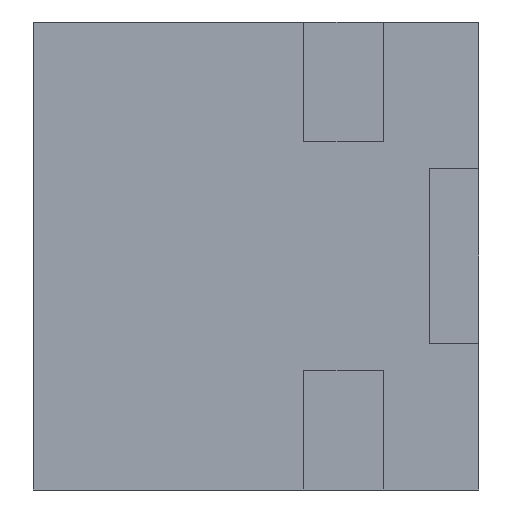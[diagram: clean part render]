
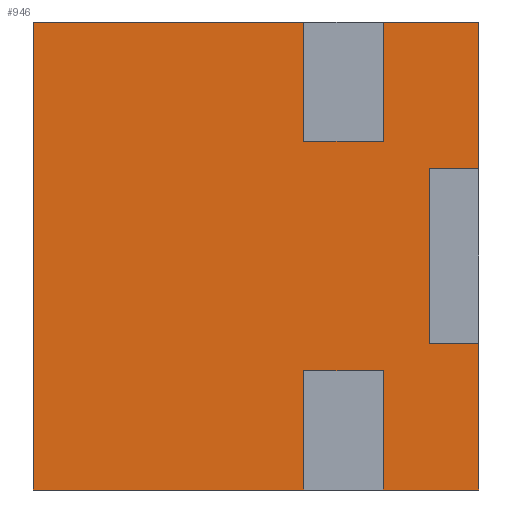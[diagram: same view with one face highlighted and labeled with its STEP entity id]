
A CAD part, left-side view. The second image highlights one B-rep face of the part: STEP entity #946.
In plain terms, the highlighted planar face has unit normal (-1, 0, 0).
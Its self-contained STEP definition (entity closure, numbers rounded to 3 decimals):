
#30 = VECTOR ( 'NONE', #662, 1000. ) ;
#91 = CARTESIAN_POINT ( 'NONE',  ( 112.9, 6., 0. ) ) ;
#98 = DIRECTION ( 'NONE',  ( 0., -1., 0. ) ) ;
#118 = LINE ( 'NONE', #455, #30 ) ;
#129 = CARTESIAN_POINT ( 'NONE',  ( 112.9, 12., 14.7 ) ) ;
#131 = DIRECTION ( 'NONE',  ( 0., -1., 0. ) ) ;
#149 = CARTESIAN_POINT ( 'NONE',  ( 112.9, 6., 5.5 ) ) ;
#151 = LINE ( 'NONE', #370, #386 ) ;
#187 = CARTESIAN_POINT ( 'NONE',  ( 112.9, 17., 14.7 ) ) ;
#188 = VERTEX_POINT ( 'NONE', #1198 ) ;
#198 = CARTESIAN_POINT ( 'NONE',  ( 112.9, 34., -14.7 ) ) ;
#244 = VECTOR ( 'NONE', #518, 1000. ) ;
#263 = VECTOR ( 'NONE', #705, 1000. ) ;
#283 = DIRECTION ( 'NONE',  ( 0., 0., 1. ) ) ;
#299 = LINE ( 'NONE', #753, #244 ) ;
#321 = CARTESIAN_POINT ( 'NONE',  ( 112.9, 12., 7.2 ) ) ;
#329 = CARTESIAN_POINT ( 'NONE',  ( 112.9, 11., -5.5 ) ) ;
#333 = LINE ( 'NONE', #680, #763 ) ;
#348 = ORIENTED_EDGE ( 'NONE', *, *, #825, .F. ) ;
#365 = DIRECTION ( 'NONE',  ( 0., 0., 1. ) ) ;
#370 = CARTESIAN_POINT ( 'NONE',  ( 112.9, 17., -7.2 ) ) ;
#373 = ORIENTED_EDGE ( 'NONE', *, *, #819, .T. ) ;
#383 = VECTOR ( 'NONE', #922, 1000. ) ;
#386 = VECTOR ( 'NONE', #131, 1000. ) ;
#430 = EDGE_CURVE ( 'NONE', #188, #862, #1233, .T. ) ;
#441 = CARTESIAN_POINT ( 'NONE',  ( 112.9, 11., 0. ) ) ;
#455 = CARTESIAN_POINT ( 'NONE',  ( 112.9, 9.1, 5.5 ) ) ;
#463 = CARTESIAN_POINT ( 'NONE',  ( 112.9, 12., -14.7 ) ) ;
#465 = ORIENTED_EDGE ( 'NONE', *, *, #1277, .F. ) ;
#466 = VERTEX_POINT ( 'NONE', #1249 ) ;
#480 = CARTESIAN_POINT ( 'NONE',  ( 112.9, 9.1, 5.5 ) ) ;
#484 = LINE ( 'NONE', #829, #621 ) ;
#497 = AXIS2_PLACEMENT_3D ( 'NONE', #441, #895, #780 ) ;
#511 = CARTESIAN_POINT ( 'NONE',  ( 112.9, 11., -14.7 ) ) ;
#518 = DIRECTION ( 'NONE',  ( 0., -1., 0. ) ) ;
#526 = ORIENTED_EDGE ( 'NONE', *, *, #887, .T. ) ;
#532 = CARTESIAN_POINT ( 'NONE',  ( 112.9, 17., 14.7 ) ) ;
#536 = ORIENTED_EDGE ( 'NONE', *, *, #937, .T. ) ;
#543 = ORIENTED_EDGE ( 'NONE', *, *, #985, .T. ) ;
#545 = EDGE_CURVE ( 'NONE', #1412, #862, #484, .T. ) ;
#548 = CARTESIAN_POINT ( 'NONE',  ( 112.9, 6., 14.7 ) ) ;
#557 = DIRECTION ( 'NONE',  ( 0., 0., 1. ) ) ;
#559 = ORIENTED_EDGE ( 'NONE', *, *, #932, .F. ) ;
#572 = VECTOR ( 'NONE', #283, 1000. ) ;
#577 = ORIENTED_EDGE ( 'NONE', *, *, #708, .F. ) ;
#586 = LINE ( 'NONE', #1039, #980 ) ;
#588 = LINE ( 'NONE', #1266, #263 ) ;
#610 = LINE ( 'NONE', #1282, #383 ) ;
#614 = VERTEX_POINT ( 'NONE', #723 ) ;
#621 = VECTOR ( 'NONE', #1036, 1000. ) ;
#640 = DIRECTION ( 'NONE',  ( 0., 0., -1. ) ) ;
#660 = DIRECTION ( 'NONE',  ( 0., -1., 0. ) ) ;
#662 = DIRECTION ( 'NONE',  ( 0., 0., -1. ) ) ;
#679 = VERTEX_POINT ( 'NONE', #149 ) ;
#680 = CARTESIAN_POINT ( 'NONE',  ( 112.9, 11., 14.7 ) ) ;
#705 = DIRECTION ( 'NONE',  ( 0., 0., -1. ) ) ;
#707 = ORIENTED_EDGE ( 'NONE', *, *, #1462, .T. ) ;
#708 = EDGE_CURVE ( 'NONE', #1137, #1243, #1446, .T. ) ;
#713 = VECTOR ( 'NONE', #98, 1000. ) ;
#723 = CARTESIAN_POINT ( 'NONE',  ( 112.9, 17., -14.7 ) ) ;
#753 = CARTESIAN_POINT ( 'NONE',  ( 112.9, 11., 14.7 ) ) ;
#763 = VECTOR ( 'NONE', #660, 1000. ) ;
#780 = DIRECTION ( 'NONE',  ( 0., 0., -1. ) ) ;
#791 = LINE ( 'NONE', #329, #713 ) ;
#798 = ORIENTED_EDGE ( 'NONE', *, *, #1204, .T. ) ;
#819 = EDGE_CURVE ( 'NONE', #1137, #614, #1078, .T. ) ;
#825 = EDGE_CURVE ( 'NONE', #1243, #1143, #299, .T. ) ;
#828 = VERTEX_POINT ( 'NONE', #975 ) ;
#829 = CARTESIAN_POINT ( 'NONE',  ( 112.9, 17., 7.2 ) ) ;
#830 = VECTOR ( 'NONE', #982, 1000. ) ;
#837 = LINE ( 'NONE', #1082, #830 ) ;
#853 = EDGE_CURVE ( 'NONE', #466, #1459, #791, .T. ) ;
#862 = VERTEX_POINT ( 'NONE', #321 ) ;
#880 = VECTOR ( 'NONE', #969, 1000. ) ;
#887 = EDGE_CURVE ( 'NONE', #679, #1360, #1463, .T. ) ;
#894 = ORIENTED_EDGE ( 'NONE', *, *, #1237, .F. ) ;
#895 = DIRECTION ( 'NONE',  ( 1., 0., 0. ) ) ;
#898 = ORIENTED_EDGE ( 'NONE', *, *, #1471, .T. ) ;
#909 = LINE ( 'NONE', #463, #930 ) ;
#913 = VERTEX_POINT ( 'NONE', #998 ) ;
#915 = FACE_OUTER_BOUND ( 'NONE', #1285, .T. ) ;
#922 = DIRECTION ( 'NONE',  ( 0., -1., 0. ) ) ;
#930 = VECTOR ( 'NONE', #1455, 1000. ) ;
#932 = EDGE_CURVE ( 'NONE', #1449, #466, #118, .T. ) ;
#937 = EDGE_CURVE ( 'NONE', #1017, #828, #909, .T. ) ;
#942 = ORIENTED_EDGE ( 'NONE', *, *, #853, .F. ) ;
#946 = ADVANCED_FACE ( 'NONE', ( #915 ), #1009, .F. ) ;
#950 = VECTOR ( 'NONE', #1354, 1000. ) ;
#962 = ORIENTED_EDGE ( 'NONE', *, *, #1088, .F. ) ;
#969 = DIRECTION ( 'NONE',  ( 0., -1., 0. ) ) ;
#975 = CARTESIAN_POINT ( 'NONE',  ( 112.9, 12., -14.7 ) ) ;
#980 = VECTOR ( 'NONE', #365, 1000. ) ;
#982 = DIRECTION ( 'NONE',  ( 0., -1., 0. ) ) ;
#985 = EDGE_CURVE ( 'NONE', #1449, #679, #610, .T. ) ;
#998 = CARTESIAN_POINT ( 'NONE',  ( 112.9, 17., -7.2 ) ) ;
#1009 = PLANE ( 'NONE',  #497 ) ;
#1017 = VERTEX_POINT ( 'NONE', #1397 ) ;
#1022 = ORIENTED_EDGE ( 'NONE', *, *, #430, .T. ) ;
#1036 = DIRECTION ( 'NONE',  ( 0., -1., 0. ) ) ;
#1039 = CARTESIAN_POINT ( 'NONE',  ( 112.9, 6., 0. ) ) ;
#1041 = CARTESIAN_POINT ( 'NONE',  ( 112.9, 6., -14.7 ) ) ;
#1044 = VERTEX_POINT ( 'NONE', #1041 ) ;
#1078 = LINE ( 'NONE', #511, #880 ) ;
#1082 = CARTESIAN_POINT ( 'NONE',  ( 112.9, 11., -14.7 ) ) ;
#1088 = EDGE_CURVE ( 'NONE', #913, #614, #588, .T. ) ;
#1137 = VERTEX_POINT ( 'NONE', #1305 ) ;
#1138 = VECTOR ( 'NONE', #557, 1000. ) ;
#1143 = VERTEX_POINT ( 'NONE', #532 ) ;
#1159 = VECTOR ( 'NONE', #640, 1000. ) ;
#1198 = CARTESIAN_POINT ( 'NONE',  ( 112.9, 12., 14.7 ) ) ;
#1204 = EDGE_CURVE ( 'NONE', #828, #1044, #837, .T. ) ;
#1233 = LINE ( 'NONE', #129, #950 ) ;
#1237 = EDGE_CURVE ( 'NONE', #1143, #1412, #1438, .T. ) ;
#1243 = VERTEX_POINT ( 'NONE', #1444 ) ;
#1249 = CARTESIAN_POINT ( 'NONE',  ( 112.9, 9.1, -5.5 ) ) ;
#1266 = CARTESIAN_POINT ( 'NONE',  ( 112.9, 17., -14.7 ) ) ;
#1277 = EDGE_CURVE ( 'NONE', #188, #1360, #333, .T. ) ;
#1278 = CARTESIAN_POINT ( 'NONE',  ( 112.9, 17., 7.2 ) ) ;
#1282 = CARTESIAN_POINT ( 'NONE',  ( 112.9, 11., 5.5 ) ) ;
#1285 = EDGE_LOOP ( 'NONE', ( #1436, #894, #348, #577, #373, #962, #707, #536, #798, #898, #942, #559, #543, #526, #465, #1022 ) ) ;
#1305 = CARTESIAN_POINT ( 'NONE',  ( 112.9, 34., -14.7 ) ) ;
#1354 = DIRECTION ( 'NONE',  ( 0., 0., -1. ) ) ;
#1360 = VERTEX_POINT ( 'NONE', #548 ) ;
#1388 = CARTESIAN_POINT ( 'NONE',  ( 112.9, 6., -5.5 ) ) ;
#1397 = CARTESIAN_POINT ( 'NONE',  ( 112.9, 12., -7.2 ) ) ;
#1412 = VERTEX_POINT ( 'NONE', #1278 ) ;
#1436 = ORIENTED_EDGE ( 'NONE', *, *, #545, .F. ) ;
#1438 = LINE ( 'NONE', #187, #1159 ) ;
#1444 = CARTESIAN_POINT ( 'NONE',  ( 112.9, 34., 14.7 ) ) ;
#1446 = LINE ( 'NONE', #198, #572 ) ;
#1449 = VERTEX_POINT ( 'NONE', #480 ) ;
#1455 = DIRECTION ( 'NONE',  ( 0., 0., -1. ) ) ;
#1459 = VERTEX_POINT ( 'NONE', #1388 ) ;
#1462 = EDGE_CURVE ( 'NONE', #913, #1017, #151, .T. ) ;
#1463 = LINE ( 'NONE', #91, #1138 ) ;
#1471 = EDGE_CURVE ( 'NONE', #1044, #1459, #586, .T. ) ;
